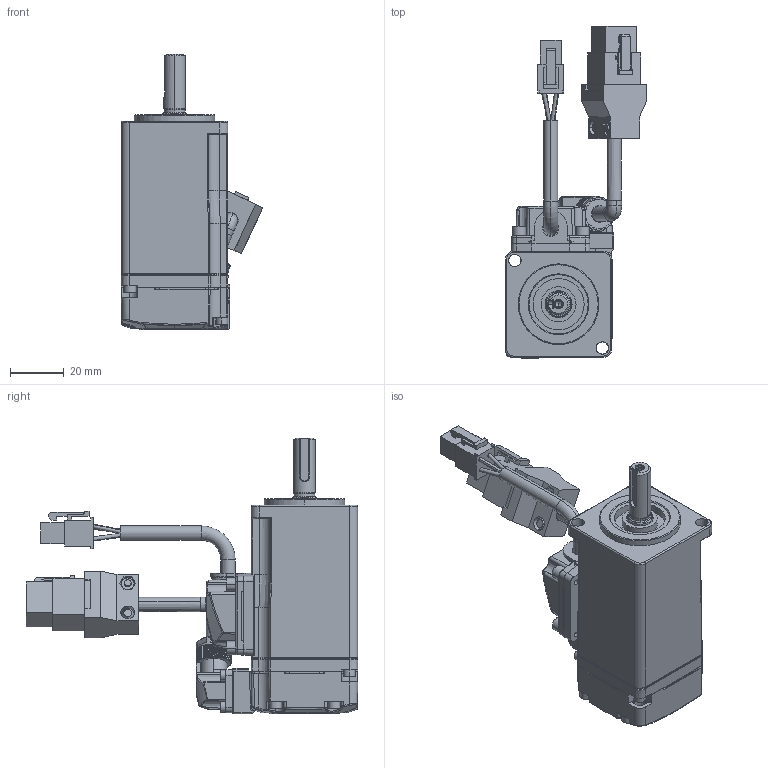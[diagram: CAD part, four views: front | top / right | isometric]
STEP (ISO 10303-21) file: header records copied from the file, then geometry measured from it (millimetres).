
FILE_DESCRIPTION(('HOOPS Exchange Step'),'2;1');
FILE_NAME('export-E7BDE0DC-F30C-4548-AF4F-FADDCD771D0F.stp','2024-04-19T14:45:54+02:00',('Engineering'),('Alibre'),'HOOPS Exchange 2021.0','Alibre','Unknown authorisation');
FILE_SCHEMA( ('AP242_MANAGED_MODEL_BASED_3D_ENGINEERING_MIM_LF {1 0 10303 442 1 1 4 }') );
Length unit declared in the file: millimetre
Products named in the file (1): 6719 AC Servo Motor 100W ECM-B3L-C20401RS1 (24-bit INC encoder)
Bounding box: 52.71 x 123.38 x 102.6 mm (x, y, z)
Surface area: 30010.5 mm2 (no closed solid volume)
Topology: 0 solids, 1289 shells, 1313 faces, 6587 edges, 6539 vertices
Faces by surface type: plane 618, cylinder 287, cone 170, bspline 148, torus 60, sphere 30
Entity records: 84254 total; most frequent: CARTESIAN_POINT 33817, DIRECTION 8939, ORIENTED_EDGE 6586, EDGE_CURVE 6562, VERTEX_POINT 6538, VECTOR 3273, LINE 3273, AXIS2_PLACEMENT_3D 2833
